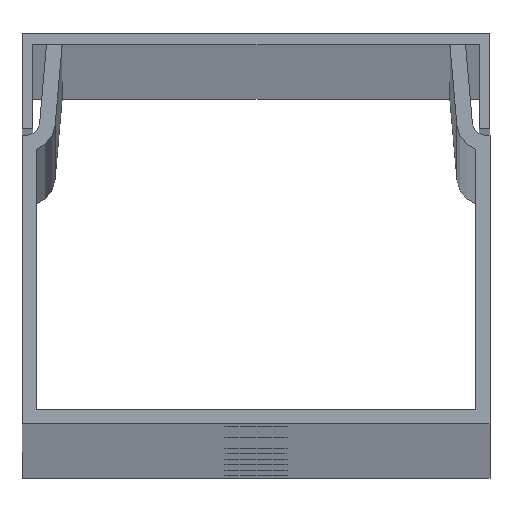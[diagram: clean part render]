
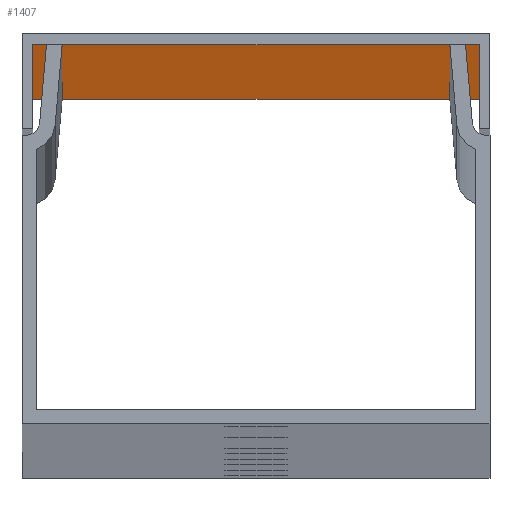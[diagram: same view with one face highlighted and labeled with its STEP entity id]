
A CAD part, top view. The second image highlights one B-rep face of the part: STEP entity #1407.
In plain terms, the highlighted planar face has unit normal (0, -1, 0).
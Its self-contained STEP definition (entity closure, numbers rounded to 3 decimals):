
#40 = CARTESIAN_POINT ( 'NONE',  ( -14.3, 24.3, -1000. ) ) ;
#52 = VERTEX_POINT ( 'NONE', #1009 ) ;
#66 = CARTESIAN_POINT ( 'NONE',  ( 14., 24.3, 1000. ) ) ;
#101 = DIRECTION ( 'NONE',  ( 1., 0., 0. ) ) ;
#129 = CARTESIAN_POINT ( 'NONE',  ( -14.3, 24.3, 1000. ) ) ;
#135 = CARTESIAN_POINT ( 'NONE',  ( 14.3, 24.3, -1000. ) ) ;
#145 = DIRECTION ( 'NONE',  ( 0., 0., -1. ) ) ;
#149 = DIRECTION ( 'NONE',  ( 0., -1., 0. ) ) ;
#161 = CARTESIAN_POINT ( 'NONE',  ( 14., 24.3, -1000. ) ) ;
#170 = PLANE ( 'NONE',  #1190 ) ;
#178 = CARTESIAN_POINT ( 'NONE',  ( 14.3, 24.3, 1000. ) ) ;
#200 = CARTESIAN_POINT ( 'NONE',  ( -14.3, 24.3, -1000. ) ) ;
#204 = EDGE_CURVE ( 'NONE', #1307, #1176, #683, .T. ) ;
#522 = ORIENTED_EDGE ( 'NONE', *, *, #1672, .T. ) ;
#631 = LINE ( 'NONE', #66, #1183 ) ;
#649 = DIRECTION ( 'NONE',  ( 0., 0., 1. ) ) ;
#683 = LINE ( 'NONE', #135, #1626 ) ;
#685 = ORIENTED_EDGE ( 'NONE', *, *, #204, .T. ) ;
#701 = VERTEX_POINT ( 'NONE', #129 ) ;
#737 = FACE_OUTER_BOUND ( 'NONE', #1459, .T. ) ;
#787 = ORIENTED_EDGE ( 'NONE', *, *, #835, .F. ) ;
#812 = CARTESIAN_POINT ( 'NONE',  ( 14.3, 24.3, -1000. ) ) ;
#835 = EDGE_CURVE ( 'NONE', #701, #1176, #631, .T. ) ;
#856 = VECTOR ( 'NONE', #649, 1000. ) ;
#858 = DIRECTION ( 'NONE',  ( 0., 0., 1. ) ) ;
#899 = LINE ( 'NONE', #200, #989 ) ;
#917 = LINE ( 'NONE', #40, #856 ) ;
#989 = VECTOR ( 'NONE', #1087, 1000. ) ;
#1009 = CARTESIAN_POINT ( 'NONE',  ( -14.3, 24.3, -1000. ) ) ;
#1087 = DIRECTION ( 'NONE',  ( 1., 0., 0. ) ) ;
#1176 = VERTEX_POINT ( 'NONE', #178 ) ;
#1183 = VECTOR ( 'NONE', #101, 1000. ) ;
#1190 = AXIS2_PLACEMENT_3D ( 'NONE', #161, #149, #145 ) ;
#1307 = VERTEX_POINT ( 'NONE', #812 ) ;
#1407 = ADVANCED_FACE ( 'NONE', ( #737 ), #170, .T. ) ;
#1414 = ORIENTED_EDGE ( 'NONE', *, *, #1482, .F. ) ;
#1459 = EDGE_LOOP ( 'NONE', ( #685, #787, #1414, #522 ) ) ;
#1482 = EDGE_CURVE ( 'NONE', #52, #701, #917, .T. ) ;
#1626 = VECTOR ( 'NONE', #858, 1000. ) ;
#1672 = EDGE_CURVE ( 'NONE', #52, #1307, #899, .T. ) ;
